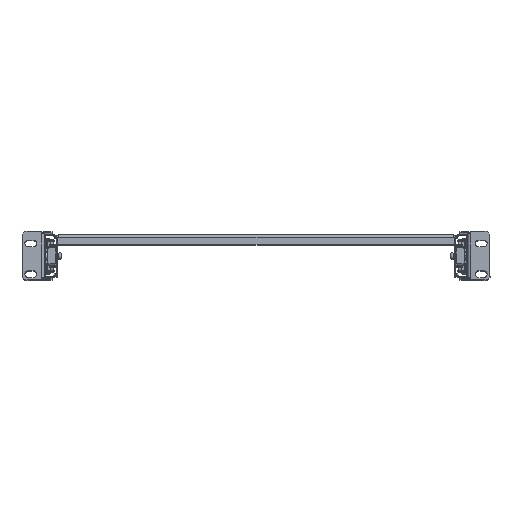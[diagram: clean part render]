
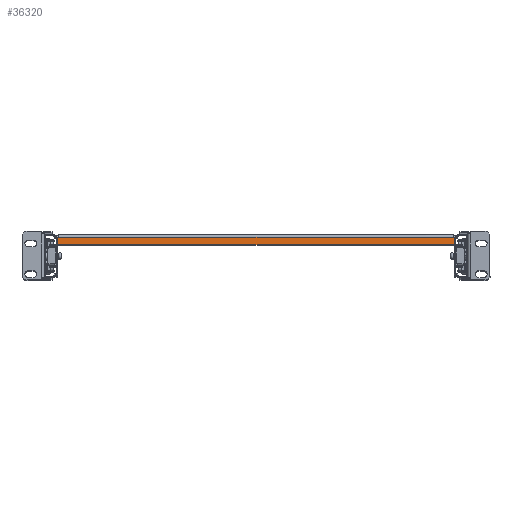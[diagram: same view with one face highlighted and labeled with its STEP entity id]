
A CAD part, top view. The second image highlights one B-rep face of the part: STEP entity #36320.
In plain terms, the highlighted face is planar.
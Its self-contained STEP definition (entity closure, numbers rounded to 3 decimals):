
#63 = CARTESIAN_POINT ( 'NONE',  ( 400., 1.401, -2.4 ) ) ;
#267 = LINE ( 'NONE', #17568, #17839 ) ;
#285 = ORIENTED_EDGE ( 'NONE', *, *, #27638, .F. ) ;
#1748 = ORIENTED_EDGE ( 'NONE', *, *, #3131, .F. ) ;
#3131 = EDGE_CURVE ( 'NONE', #17327, #7602, #33688, .T. ) ;
#6242 = AXIS2_PLACEMENT_3D ( 'NONE', #14480, #32486, #29837 ) ;
#7291 = LINE ( 'NONE', #24213, #9661 ) ;
#7602 = VERTEX_POINT ( 'NONE', #10106 ) ;
#9441 = LINE ( 'NONE', #15289, #33858 ) ;
#9661 = VECTOR ( 'NONE', #15237, 1000. ) ;
#10106 = CARTESIAN_POINT ( 'NONE',  ( 400., 410.199, -2.4 ) ) ;
#10682 = EDGE_CURVE ( 'NONE', #36084, #36805, #267, .T. ) ;
#11850 = DIRECTION ( 'NONE',  ( 0., 1., 0. ) ) ;
#13542 = VECTOR ( 'NONE', #31025, 1000. ) ;
#14480 = CARTESIAN_POINT ( 'NONE',  ( 400., 0., 0. ) ) ;
#15237 = DIRECTION ( 'NONE',  ( 0., 0., -1. ) ) ;
#15289 = CARTESIAN_POINT ( 'NONE',  ( 400., 1.401, 0. ) ) ;
#17327 = VERTEX_POINT ( 'NONE', #63 ) ;
#17568 = CARTESIAN_POINT ( 'NONE',  ( 400., 0., -10. ) ) ;
#17839 = VECTOR ( 'NONE', #11850, 1000. ) ;
#18044 = FACE_OUTER_BOUND ( 'NONE', #27605, .T. ) ;
#18351 = DIRECTION ( 'NONE',  ( 0., 0., -1. ) ) ;
#18375 = CARTESIAN_POINT ( 'NONE',  ( 400., 410.199, -10. ) ) ;
#21739 = CARTESIAN_POINT ( 'NONE',  ( 400., 1.401, -10. ) ) ;
#22481 = ORIENTED_EDGE ( 'NONE', *, *, #33089, .T. ) ;
#23974 = PLANE ( 'NONE',  #6242 ) ;
#24213 = CARTESIAN_POINT ( 'NONE',  ( 400., 410.199, -1.4 ) ) ;
#26781 = ORIENTED_EDGE ( 'NONE', *, *, #10682, .T. ) ;
#27605 = EDGE_LOOP ( 'NONE', ( #285, #1748, #22481, #26781 ) ) ;
#27638 = EDGE_CURVE ( 'NONE', #7602, #36805, #7291, .T. ) ;
#29837 = DIRECTION ( 'NONE',  ( 0., 0., 1. ) ) ;
#31025 = DIRECTION ( 'NONE',  ( 0., 1., 0. ) ) ;
#32486 = DIRECTION ( 'NONE',  ( -1., 0., 0. ) ) ;
#33089 = EDGE_CURVE ( 'NONE', #17327, #36084, #9441, .T. ) ;
#33688 = LINE ( 'NONE', #34069, #13542 ) ;
#33858 = VECTOR ( 'NONE', #18351, 1000. ) ;
#34069 = CARTESIAN_POINT ( 'NONE',  ( 400., 411.6, -2.4 ) ) ;
#36084 = VERTEX_POINT ( 'NONE', #21739 ) ;
#36320 = ADVANCED_FACE ( 'NONE', ( #18044 ), #23974, .F. ) ;
#36805 = VERTEX_POINT ( 'NONE', #18375 ) ;
